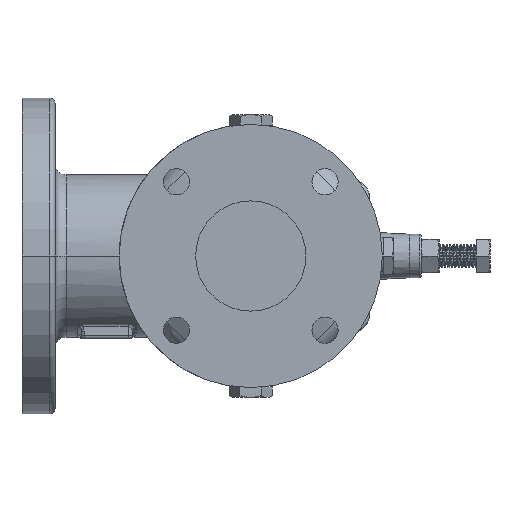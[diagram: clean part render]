
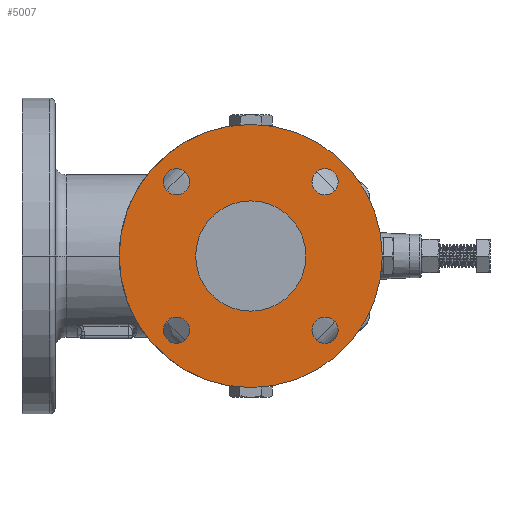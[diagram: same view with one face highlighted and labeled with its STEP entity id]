
A CAD part, left-side view. The second image highlights one B-rep face of the part: STEP entity #5007.
In plain terms, the highlighted planar face has unit normal (-1, 0, 0).
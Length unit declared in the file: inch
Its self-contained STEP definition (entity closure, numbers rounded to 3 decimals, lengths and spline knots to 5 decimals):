
#342 = AXIS2_PLACEMENT_3D ( 'NONE', #32649, #16042, #35431 ) ;
#1194 = CARTESIAN_POINT ( 'NONE',  ( -8.34646, 0., 0. ) ) ;
#1594 = CIRCLE ( 'NONE', #34728, 3.75984 ) ;
#1711 = VERTEX_POINT ( 'NONE', #6428 ) ;
#1770 = DIRECTION ( 'NONE',  ( -1., 0., 0. ) ) ;
#1821 = EDGE_CURVE ( 'NONE', #7741, #13853, #1594, .T. ) ;
#2060 = EDGE_CURVE ( 'NONE', #24690, #19908, #4614, .T. ) ;
#2136 = DIRECTION ( 'NONE',  ( 0., 0., 1. ) ) ;
#2663 = EDGE_LOOP ( 'NONE', ( #17341, #21688 ) ) ;
#2840 = VERTEX_POINT ( 'NONE', #22891 ) ;
#3146 = EDGE_LOOP ( 'NONE', ( #4902, #18092 ) ) ;
#3358 = ORIENTED_EDGE ( 'NONE', *, *, #19472, .T. ) ;
#3986 = DIRECTION ( 'NONE',  ( 0., 0., 1. ) ) ;
#4097 = CARTESIAN_POINT ( 'NONE',  ( -8.34646, 2.12271, -2.12271 ) ) ;
#4399 = CARTESIAN_POINT ( 'NONE',  ( -8.34646, 0., 1.5748 ) ) ;
#4614 = CIRCLE ( 'NONE', #26646, 0.37402 ) ;
#4820 = CARTESIAN_POINT ( 'NONE',  ( -8.34646, 2.12271, -2.12271 ) ) ;
#4902 = ORIENTED_EDGE ( 'NONE', *, *, #2060, .F. ) ;
#5007 = ADVANCED_FACE ( 'NONE', ( #20202, #27636, #35812, #28500, #12801, #5434 ), #11672, .T. ) ;
#5153 = CARTESIAN_POINT ( 'NONE',  ( -8.34646, 0., 3.75984 ) ) ;
#5434 = FACE_OUTER_BOUND ( 'NONE', #9729, .T. ) ;
#5478 = CARTESIAN_POINT ( 'NONE',  ( -8.34646, 2.12271, -2.49673 ) ) ;
#5754 = CARTESIAN_POINT ( 'NONE',  ( -8.34646, 2.12271, 1.7487 ) ) ;
#5798 = CIRCLE ( 'NONE', #35681, 0.37402 ) ;
#6113 = CARTESIAN_POINT ( 'NONE',  ( -8.34646, 0., -3.75984 ) ) ;
#6428 = CARTESIAN_POINT ( 'NONE',  ( -8.34646, 2.12271, 2.49673 ) ) ;
#6771 = ORIENTED_EDGE ( 'NONE', *, *, #35354, .F. ) ;
#6888 = DIRECTION ( 'NONE',  ( 0., 0., 1. ) ) ;
#7609 = DIRECTION ( 'NONE',  ( -1., 0., 0. ) ) ;
#7617 = DIRECTION ( 'NONE',  ( 0., 0., 1. ) ) ;
#7741 = VERTEX_POINT ( 'NONE', #6113 ) ;
#7931 = AXIS2_PLACEMENT_3D ( 'NONE', #18404, #1770, #21190 ) ;
#8260 = ORIENTED_EDGE ( 'NONE', *, *, #21363, .F. ) ;
#8436 = VERTEX_POINT ( 'NONE', #34228 ) ;
#8820 = EDGE_CURVE ( 'NONE', #27265, #1711, #10494, .T. ) ;
#8994 = DIRECTION ( 'NONE',  ( -1., 0., 0. ) ) ;
#9082 = AXIS2_PLACEMENT_3D ( 'NONE', #4097, #23544, #6888 ) ;
#9729 = EDGE_LOOP ( 'NONE', ( #3358, #22148 ) ) ;
#10494 = CIRCLE ( 'NONE', #32197, 0.37402 ) ;
#11672 = PLANE ( 'NONE',  #11896 ) ;
#11868 = CARTESIAN_POINT ( 'NONE',  ( -8.34646, 2.12271, 2.12271 ) ) ;
#11896 = AXIS2_PLACEMENT_3D ( 'NONE', #25678, #8994, #28452 ) ;
#11947 = CIRCLE ( 'NONE', #18946, 0.37402 ) ;
#12008 = CARTESIAN_POINT ( 'NONE',  ( -8.34646, -2.12271, -2.12271 ) ) ;
#12580 = EDGE_CURVE ( 'NONE', #18472, #2840, #27081, .T. ) ;
#12801 = FACE_BOUND ( 'NONE', #15523, .T. ) ;
#12957 = EDGE_CURVE ( 'NONE', #2840, #18472, #5798, .T. ) ;
#13562 = CARTESIAN_POINT ( 'NONE',  ( -8.34646, -2.12271, 2.49673 ) ) ;
#13762 = DIRECTION ( 'NONE',  ( -1., 0., 0. ) ) ;
#13853 = VERTEX_POINT ( 'NONE', #5153 ) ;
#14477 = CARTESIAN_POINT ( 'NONE',  ( -8.34646, 2.12271, 2.12271 ) ) ;
#14680 = DIRECTION ( 'NONE',  ( 0., 0., 1. ) ) ;
#14826 = DIRECTION ( 'NONE',  ( 0., 0., 1. ) ) ;
#15442 = CARTESIAN_POINT ( 'NONE',  ( -8.34646, -2.12271, -2.49673 ) ) ;
#15523 = EDGE_LOOP ( 'NONE', ( #23139, #8260 ) ) ;
#15582 = CARTESIAN_POINT ( 'NONE',  ( -8.34646, -2.12271, 2.12271 ) ) ;
#16042 = DIRECTION ( 'NONE',  ( -1., 0., 0. ) ) ;
#16746 = CARTESIAN_POINT ( 'NONE',  ( -8.34646, 2.12271, -1.7487 ) ) ;
#16747 = CIRCLE ( 'NONE', #26118, 1.5748 ) ;
#17275 = DIRECTION ( 'NONE',  ( 0., 0., 1. ) ) ;
#17341 = ORIENTED_EDGE ( 'NONE', *, *, #35689, .F. ) ;
#17675 = AXIS2_PLACEMENT_3D ( 'NONE', #24275, #7609, #27072 ) ;
#17939 = EDGE_CURVE ( 'NONE', #19908, #24690, #19493, .T. ) ;
#18092 = ORIENTED_EDGE ( 'NONE', *, *, #17939, .F. ) ;
#18236 = VERTEX_POINT ( 'NONE', #13562 ) ;
#18377 = DIRECTION ( 'NONE',  ( 0., 0., 1. ) ) ;
#18404 = CARTESIAN_POINT ( 'NONE',  ( -8.34646, -2.12271, 2.12271 ) ) ;
#18472 = VERTEX_POINT ( 'NONE', #15442 ) ;
#18765 = DIRECTION ( 'NONE',  ( -1., 0., 0. ) ) ;
#18946 = AXIS2_PLACEMENT_3D ( 'NONE', #15582, #34977, #18377 ) ;
#19472 = EDGE_CURVE ( 'NONE', #13853, #7741, #21169, .T. ) ;
#19493 = CIRCLE ( 'NONE', #9082, 0.37402 ) ;
#19908 = VERTEX_POINT ( 'NONE', #5478 ) ;
#20202 = FACE_BOUND ( 'NONE', #32842, .T. ) ;
#20230 = CIRCLE ( 'NONE', #17675, 1.5748 ) ;
#20616 = DIRECTION ( 'NONE',  ( -1., 0., 0. ) ) ;
#21169 = CIRCLE ( 'NONE', #32340, 3.75984 ) ;
#21190 = DIRECTION ( 'NONE',  ( 0., 0., 1. ) ) ;
#21363 = EDGE_CURVE ( 'NONE', #30282, #27379, #16747, .T. ) ;
#21688 = ORIENTED_EDGE ( 'NONE', *, *, #8820, .F. ) ;
#21999 = AXIS2_PLACEMENT_3D ( 'NONE', #14477, #33872, #17275 ) ;
#22148 = ORIENTED_EDGE ( 'NONE', *, *, #1821, .T. ) ;
#22891 = CARTESIAN_POINT ( 'NONE',  ( -8.34646, -2.12271, -1.7487 ) ) ;
#23139 = ORIENTED_EDGE ( 'NONE', *, *, #30937, .F. ) ;
#23544 = DIRECTION ( 'NONE',  ( -1., 0., 0. ) ) ;
#24275 = CARTESIAN_POINT ( 'NONE',  ( -8.34646, 0., 0. ) ) ;
#24284 = DIRECTION ( 'NONE',  ( -1., 0., 0. ) ) ;
#24690 = VERTEX_POINT ( 'NONE', #16746 ) ;
#25678 = CARTESIAN_POINT ( 'NONE',  ( -8.34646, 0., 0. ) ) ;
#26118 = AXIS2_PLACEMENT_3D ( 'NONE', #30415, #13762, #33158 ) ;
#26646 = AXIS2_PLACEMENT_3D ( 'NONE', #4820, #24284, #7617 ) ;
#26669 = CARTESIAN_POINT ( 'NONE',  ( -8.34646, 0., -1.5748 ) ) ;
#27072 = DIRECTION ( 'NONE',  ( 0., 0., 1. ) ) ;
#27081 = CIRCLE ( 'NONE', #342, 0.37402 ) ;
#27265 = VERTEX_POINT ( 'NONE', #5754 ) ;
#27379 = VERTEX_POINT ( 'NONE', #4399 ) ;
#27636 = FACE_BOUND ( 'NONE', #2663, .T. ) ;
#28048 = CIRCLE ( 'NONE', #21999, 0.37402 ) ;
#28391 = ORIENTED_EDGE ( 'NONE', *, *, #12580, .F. ) ;
#28452 = DIRECTION ( 'NONE',  ( 0., 0., 1. ) ) ;
#28500 = FACE_BOUND ( 'NONE', #3146, .T. ) ;
#29792 = ORIENTED_EDGE ( 'NONE', *, *, #32693, .F. ) ;
#30282 = VERTEX_POINT ( 'NONE', #26669 ) ;
#30415 = CARTESIAN_POINT ( 'NONE',  ( -8.34646, 0., 0. ) ) ;
#30937 = EDGE_CURVE ( 'NONE', #27379, #30282, #20230, .T. ) ;
#31293 = DIRECTION ( 'NONE',  ( -1., 0., 0. ) ) ;
#31432 = DIRECTION ( 'NONE',  ( -1., 0., 0. ) ) ;
#32197 = AXIS2_PLACEMENT_3D ( 'NONE', #11868, #31293, #14680 ) ;
#32340 = AXIS2_PLACEMENT_3D ( 'NONE', #35356, #18765, #2136 ) ;
#32649 = CARTESIAN_POINT ( 'NONE',  ( -8.34646, -2.12271, -2.12271 ) ) ;
#32693 = EDGE_CURVE ( 'NONE', #18236, #8436, #34040, .T. ) ;
#32842 = EDGE_LOOP ( 'NONE', ( #29792, #6771 ) ) ;
#32952 = ORIENTED_EDGE ( 'NONE', *, *, #12957, .F. ) ;
#33158 = DIRECTION ( 'NONE',  ( 0., 0., 1. ) ) ;
#33872 = DIRECTION ( 'NONE',  ( -1., 0., 0. ) ) ;
#34040 = CIRCLE ( 'NONE', #7931, 0.37402 ) ;
#34228 = CARTESIAN_POINT ( 'NONE',  ( -8.34646, -2.12271, 1.7487 ) ) ;
#34728 = AXIS2_PLACEMENT_3D ( 'NONE', #1194, #20616, #3986 ) ;
#34977 = DIRECTION ( 'NONE',  ( -1., 0., 0. ) ) ;
#35354 = EDGE_CURVE ( 'NONE', #8436, #18236, #11947, .T. ) ;
#35356 = CARTESIAN_POINT ( 'NONE',  ( -8.34646, 0., 0. ) ) ;
#35431 = DIRECTION ( 'NONE',  ( 0., 0., 1. ) ) ;
#35628 = EDGE_LOOP ( 'NONE', ( #32952, #28391 ) ) ;
#35681 = AXIS2_PLACEMENT_3D ( 'NONE', #12008, #31432, #14826 ) ;
#35689 = EDGE_CURVE ( 'NONE', #1711, #27265, #28048, .T. ) ;
#35812 = FACE_BOUND ( 'NONE', #35628, .T. ) ;
